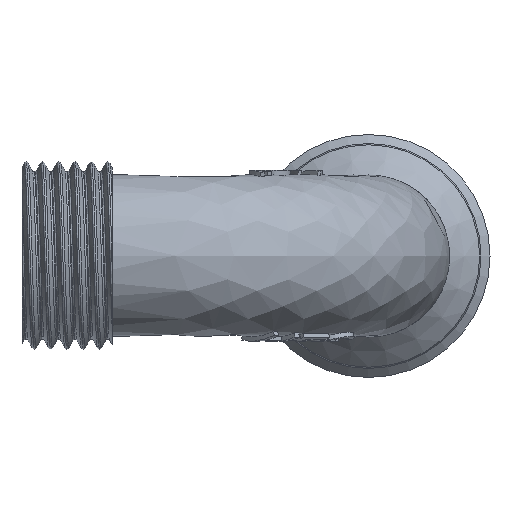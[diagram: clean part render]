
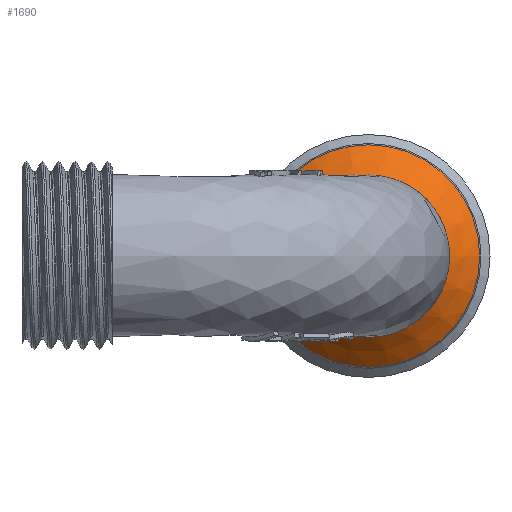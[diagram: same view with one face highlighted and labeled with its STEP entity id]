
A CAD part, left-side view. The second image highlights one B-rep face of the part: STEP entity #1690.
In plain terms, the highlighted conical face has half-angle 45 degrees and reference radius 9.354 mm.
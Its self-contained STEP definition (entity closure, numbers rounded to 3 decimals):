
#35=CONICAL_SURFACE('',#1817,9.354,0.785);
#47=CIRCLE('',#1818,12.353);
#70=LINE('',#3188,#140);
#140=VECTOR('',#1907,9.);
#230=FACE_OUTER_BOUND('',#337,.T.);
#337=EDGE_LOOP('',(#1139,#1140,#1141,#1142,#1143));
#476=B_SPLINE_CURVE_WITH_KNOTS('',3,(#3190,#3191,#3192,#3193),
 .UNSPECIFIED.,.F.,.F.,(4,4),(-0.507,-0.505),
 .UNSPECIFIED.);
#477=B_SPLINE_CURVE_WITH_KNOTS('',3,(#3194,#3195,#3196,#3197,#3198,#3199,
#3200,#3201,#3202,#3203,#3204,#3205,#3206,#3207,#3208,#3209,#3210,#3211,
#3212,#3213,#3214,#3215,#3216,#3217,#3218,#3219,#3220,#3221,#3222,#3223,
#3224,#3225,#3226,#3227,#3228,#3229,#3230,#3231,#3232),.UNSPECIFIED.,.F.,
 .F.,(4,2,3,2,2,2,2,2,2,2,2,2,2,2,2,2,2,2,4),(-0.505,-0.354,
0.,0.204,0.405,0.758,1.108,
1.457,1.806,2.156,2.508,2.861,
3.215,3.567,3.917,4.266,4.615,
4.965,5.164),.UNSPECIFIED.);
#665=VERTEX_POINT('',#3185);
#666=VERTEX_POINT('',#3187);
#667=VERTEX_POINT('',#3189);
#853=EDGE_CURVE('',#665,#665,#47,.T.);
#854=EDGE_CURVE('',#665,#666,#70,.T.);
#855=EDGE_CURVE('',#667,#666,#476,.T.);
#856=EDGE_CURVE('',#666,#667,#477,.T.);
#1139=ORIENTED_EDGE('',*,*,#853,.F.);
#1140=ORIENTED_EDGE('',*,*,#854,.T.);
#1141=ORIENTED_EDGE('',*,*,#855,.F.);
#1142=ORIENTED_EDGE('',*,*,#856,.F.);
#1143=ORIENTED_EDGE('',*,*,#854,.F.);
#1690=ADVANCED_FACE('',(#230),#35,.T.);
#1817=AXIS2_PLACEMENT_3D('',#3184,#1903,#1904);
#1818=AXIS2_PLACEMENT_3D('',#3186,#1905,#1906);
#1903=DIRECTION('center_axis',(1.,0.,0.));
#1904=DIRECTION('ref_axis',(0.,1.,0.));
#1905=DIRECTION('center_axis',(1.,0.,0.));
#1906=DIRECTION('ref_axis',(0.,1.,0.));
#1907=DIRECTION('',(-0.707,0.707,0.));
#3184=CARTESIAN_POINT('Origin',(-12.354,-38.5,0.));
#3185=CARTESIAN_POINT('',(-9.354,-50.853,0.));
#3186=CARTESIAN_POINT('Origin',(-9.354,-38.5,0.));
#3187=CARTESIAN_POINT('',(-12.687,-47.52,0.));
#3188=CARTESIAN_POINT('',(-12.354,-47.854,0.));
#3189=CARTESIAN_POINT('',(-12.687,-47.52,-0.018));
#3190=CARTESIAN_POINT('Ctrl Pts',(-12.687,-47.52,-0.018));
#3191=CARTESIAN_POINT('Ctrl Pts',(-12.687,-47.52,-0.012));
#3192=CARTESIAN_POINT('Ctrl Pts',(-12.687,-47.52,-0.006));
#3193=CARTESIAN_POINT('Ctrl Pts',(-12.687,-47.52,0.));
#3194=CARTESIAN_POINT('Ctrl Pts',(-12.687,-47.52,0.));
#3195=CARTESIAN_POINT('Ctrl Pts',(-12.687,-47.52,0.501));
#3196=CARTESIAN_POINT('Ctrl Pts',(-12.687,-47.478,1.003));
#3197=CARTESIAN_POINT('Ctrl Pts',(-12.688,-47.198,2.662));
#3198=CARTESIAN_POINT('Ctrl Pts',(-12.689,-46.775,3.775));
#3199=CARTESIAN_POINT('Ctrl Pts',(-12.69,-46.149,4.774));
#3200=CARTESIAN_POINT('Ctrl Pts',(-12.691,-45.789,5.35));
#3201=CARTESIAN_POINT('Ctrl Pts',(-12.692,-45.365,5.883));
#3202=CARTESIAN_POINT('Ctrl Pts',(-12.694,-44.41,6.838));
#3203=CARTESIAN_POINT('Ctrl Pts',(-12.695,-43.883,7.259));
#3204=CARTESIAN_POINT('Ctrl Pts',(-12.698,-42.32,8.243));
#3205=CARTESIAN_POINT('Ctrl Pts',(-12.701,-41.213,8.668));
#3206=CARTESIAN_POINT('Ctrl Pts',(-12.706,-38.904,9.068));
#3207=CARTESIAN_POINT('Ctrl Pts',(-12.709,-37.724,9.041));
#3208=CARTESIAN_POINT('Ctrl Pts',(-12.715,-35.447,8.538));
#3209=CARTESIAN_POINT('Ctrl Pts',(-12.718,-34.37,8.069));
#3210=CARTESIAN_POINT('Ctrl Pts',(-12.723,-32.456,6.748));
#3211=CARTESIAN_POINT('Ctrl Pts',(-12.725,-31.636,5.908));
#3212=CARTESIAN_POINT('Ctrl Pts',(-12.729,-30.36,3.962));
#3213=CARTESIAN_POINT('Ctrl Pts',(-12.731,-29.916,2.872));
#3214=CARTESIAN_POINT('Ctrl Pts',(-12.732,-29.467,0.576));
#3215=CARTESIAN_POINT('Ctrl Pts',(-12.732,-29.469,-0.608));
#3216=CARTESIAN_POINT('Ctrl Pts',(-12.731,-29.928,-2.913));
#3217=CARTESIAN_POINT('Ctrl Pts',(-12.729,-30.383,-4.012));
#3218=CARTESIAN_POINT('Ctrl Pts',(-12.725,-31.689,-5.973));
#3219=CARTESIAN_POINT('Ctrl Pts',(-12.723,-32.529,-6.816));
#3220=CARTESIAN_POINT('Ctrl Pts',(-12.717,-34.482,-8.127));
#3221=CARTESIAN_POINT('Ctrl Pts',(-12.714,-35.575,-8.584));
#3222=CARTESIAN_POINT('Ctrl Pts',(-12.709,-37.87,-9.052));
#3223=CARTESIAN_POINT('Ctrl Pts',(-12.706,-39.05,-9.06));
#3224=CARTESIAN_POINT('Ctrl Pts',(-12.7,-41.341,-8.626));
#3225=CARTESIAN_POINT('Ctrl Pts',(-12.698,-42.431,-8.189));
#3226=CARTESIAN_POINT('Ctrl Pts',(-12.694,-44.385,-6.925));
#3227=CARTESIAN_POINT('Ctrl Pts',(-12.692,-45.229,-6.111));
#3228=CARTESIAN_POINT('Ctrl Pts',(-12.689,-46.564,-4.202));
#3229=CARTESIAN_POINT('Ctrl Pts',(-12.688,-47.04,-3.125));
#3230=CARTESIAN_POINT('Ctrl Pts',(-12.688,-47.444,-1.34));
#3231=CARTESIAN_POINT('Ctrl Pts',(-12.687,-47.518,-0.679));
#3232=CARTESIAN_POINT('Ctrl Pts',(-12.687,-47.52,-0.018));
